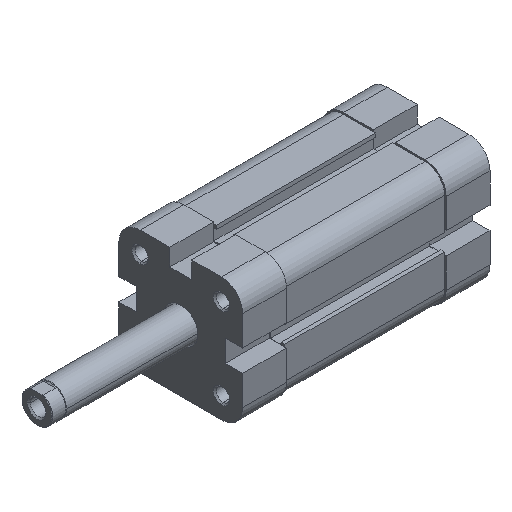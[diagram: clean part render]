
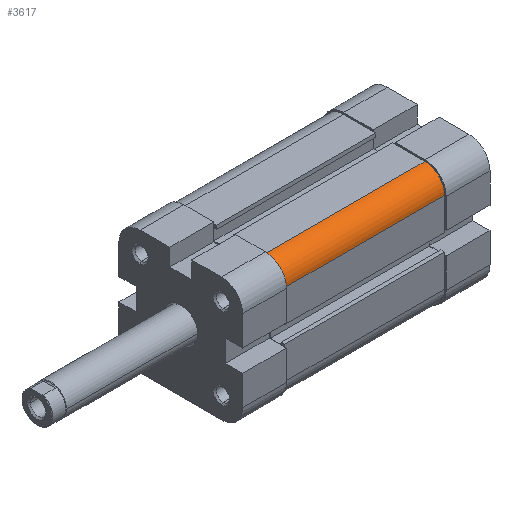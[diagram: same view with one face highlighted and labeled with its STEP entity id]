
A CAD part, isometric view. The second image highlights one B-rep face of the part: STEP entity #3617.
In plain terms, the highlighted cylindrical face has radius 6.25 mm (diameter 12.5 mm), a partial arc.
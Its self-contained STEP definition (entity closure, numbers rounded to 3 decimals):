
#11 = VERTEX_POINT ( 'NONE', #2187 ) ;
#14 = VERTEX_POINT ( 'NONE', #2190 ) ;
#17 = VERTEX_POINT ( 'NONE', #2193 ) ;
#275 = VERTEX_POINT ( 'NONE', #2335 ) ;
#492 = EDGE_LOOP ( 'NONE', ( #975, #974, #973, #972 ) ) ;
#972 = ORIENTED_EDGE ( 'NONE', *, *, #1571, .T. ) ;
#973 = ORIENTED_EDGE ( 'NONE', *, *, #1590, .T. ) ;
#974 = ORIENTED_EDGE ( 'NONE', *, *, #1599, .F. ) ;
#975 = ORIENTED_EDGE ( 'NONE', *, *, #1595, .F. ) ;
#1477 = VECTOR ( 'NONE', #2346, 1000. ) ;
#1478 = LINE ( 'NONE', #2343, #1477 ) ;
#1511 = CIRCLE ( 'NONE', #3752, 6.25 ) ;
#1520 = CIRCLE ( 'NONE', #3756, 6.25 ) ;
#1525 = LINE ( 'NONE', #2406, #1526 ) ;
#1526 = VECTOR ( 'NONE', #2407, 1000. ) ;
#1571 = EDGE_CURVE ( 'NONE', #11, #17, #1478, .T. ) ;
#1590 = EDGE_CURVE ( 'NONE', #275, #11, #1511, .T. ) ;
#1595 = EDGE_CURVE ( 'NONE', #14, #17, #1520, .T. ) ;
#1599 = EDGE_CURVE ( 'NONE', #275, #14, #1525, .T. ) ;
#2187 = CARTESIAN_POINT ( 'NONE',  ( 38.5, 6.25, -51. ) ) ;
#2190 = CARTESIAN_POINT ( 'NONE',  ( 32.25, 0., 0. ) ) ;
#2193 = CARTESIAN_POINT ( 'NONE',  ( 38.5, 6.25, 0. ) ) ;
#2335 = CARTESIAN_POINT ( 'NONE',  ( 32.25, 0., -51. ) ) ;
#2343 = CARTESIAN_POINT ( 'NONE',  ( 38.5, 6.25, -51. ) ) ;
#2346 = DIRECTION ( 'NONE',  ( 0., 0., 1. ) ) ;
#2371 = CARTESIAN_POINT ( 'NONE',  ( 32.25, 6.25, -51. ) ) ;
#2386 = DIRECTION ( 'NONE',  ( 0., 0., 1. ) ) ;
#2387 = DIRECTION ( 'NONE',  ( 1., 0., 0. ) ) ;
#2396 = CARTESIAN_POINT ( 'NONE',  ( 32.25, 6.25, 0. ) ) ;
#2398 = DIRECTION ( 'NONE',  ( 0., 0., 1. ) ) ;
#2399 = DIRECTION ( 'NONE',  ( 1., 0., 0. ) ) ;
#2406 = CARTESIAN_POINT ( 'NONE',  ( 32.25, 0., -51. ) ) ;
#2407 = DIRECTION ( 'NONE',  ( 0., 0., 1. ) ) ;
#3617 = ADVANCED_FACE ( 'NONE', ( #4673 ), #4670, .T. ) ;
#3752 = AXIS2_PLACEMENT_3D ( 'NONE', #2371, #2386, #2387 ) ;
#3756 = AXIS2_PLACEMENT_3D ( 'NONE', #2396, #2398, #2399 ) ;
#4008 = AXIS2_PLACEMENT_3D ( 'NONE', #5737, #5725, #5728 ) ;
#4670 = CYLINDRICAL_SURFACE ( 'NONE', #4008, 6.25 ) ;
#4673 = FACE_OUTER_BOUND ( 'NONE', #492, .T. ) ;
#5725 = DIRECTION ( 'NONE',  ( 0., 0., 1. ) ) ;
#5728 = DIRECTION ( 'NONE',  ( 1., 0., 0. ) ) ;
#5737 = CARTESIAN_POINT ( 'NONE',  ( 32.25, 6.25, -51. ) ) ;
